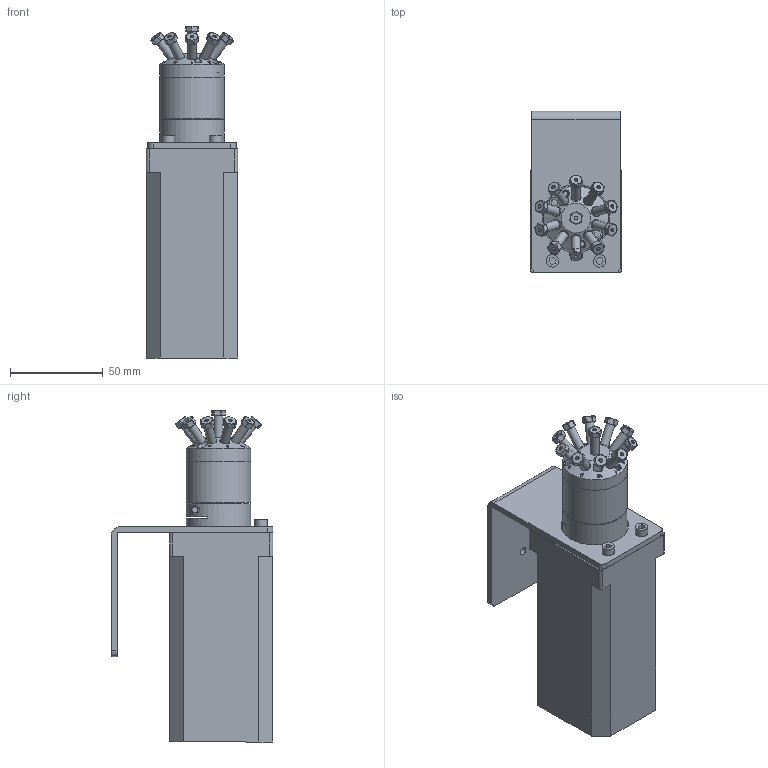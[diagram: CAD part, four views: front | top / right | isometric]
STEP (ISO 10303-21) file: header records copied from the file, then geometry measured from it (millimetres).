
FILE_DESCRIPTION((''),'2;1');
FILE_NAME('312319-C5H-2000EMT 10 pos valve electric actuated.stp','2013-08-14T13:57:51',('Franzp'),(''),'Autodesk Inventor 2013','Autodesk Inventor 2013','');
FILE_SCHEMA(('AUTOMOTIVE_DESIGN { 1 0 10303 214 1 1 1 1 }'));
Length unit declared in the file: millimetre
Products named in the file (1): 312319_Shrinkwrap_1
Bounding box: 49.17 x 87.12 x 178.8 mm (x, y, z)
Surface area: 69643.2 mm2 (no closed solid volume)
Topology: 0 solids, 44 shells, 287 faces, 1132 edges, 836 vertices
Faces by surface type: plane 175, cylinder 85, cone 27
Full cylindrical faces by diameter (mm): 1.71 x11, 3.175 x1, 3.22 x2, 3.302 x1, 4.166 x1, 4.32 x2, 4.7 x11, 5.78 x1, 5.9 x2, 5.94 x1, 6.7 x2, 19.05 x1, 19.075 x1, 34.671 x1, 34.925 x2, 36.5 x1
Entity records: 12560 total; most frequent: CARTESIAN_POINT 3695, DIRECTION 1643, ORIENTED_EDGE 1500, EDGE_CURVE 1017, VERTEX_POINT 789, AXIS2_PLACEMENT_3D 635, EDGE_LOOP 450, VECTOR 373
